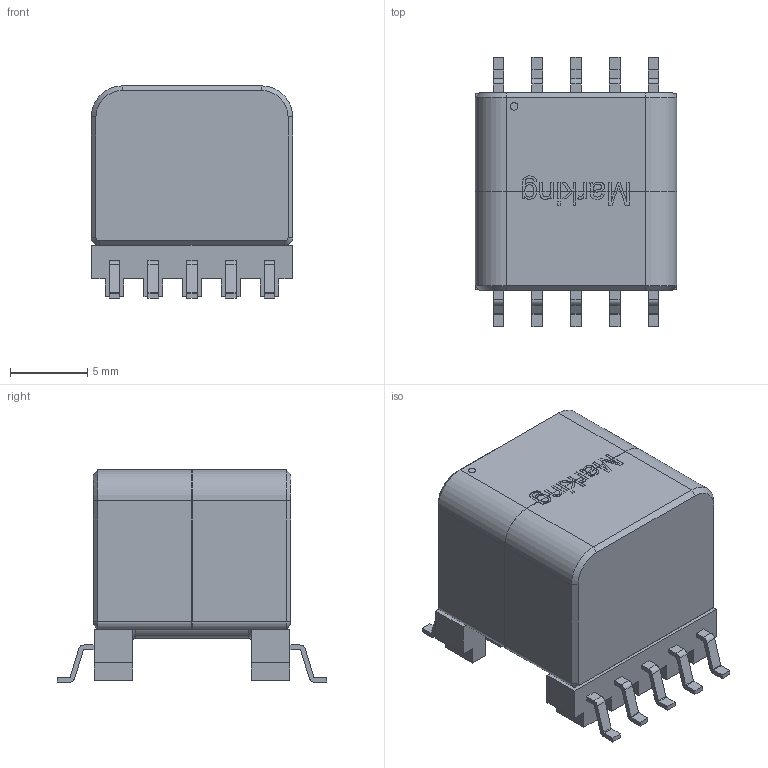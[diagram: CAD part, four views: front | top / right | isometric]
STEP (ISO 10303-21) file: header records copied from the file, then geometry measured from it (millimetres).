
FILE_DESCRIPTION(/* description */ ('Unknown'),/* implementation_level */ '2;1');
FILE_NAME(/* name */ 'T_Wurth_WE-PoEH-EPQ13',/* time_stamp */ '2025-09-12T10:47:54+08:00',/* author */ ('Unknown'),/* organization */ ('Unknown'),/* preprocessor_version */ 'ST-DEVELOPER v19.4',/* originating_system */ 'Solid Edge',/* authorisation */ 'Unknown');
FILE_SCHEMA (('AUTOMOTIVE_DESIGN {1 0 10303 214 3 1 1}'));
Length unit declared in the file: millimetre
Products named in the file (2): T_Wurth_WE-PoEH-EPQ13
Assembly tree (1 placements, depth 2):
  T_Wurth_WE-PoEH-EPQ13
    T_Wurth_WE-PoEH-EPQ13
Bounding box: 13 x 17.4 x 13.7 mm (x, y, z)
Volume: 1441.7 mm3; surface area: 2206.9 mm2
Topology: 1 solids, 1 shells, 433 faces, 1214 edges, 796 vertices
Faces by surface type: plane 305, cylinder 95, bspline 17, torus 8, cone 8
Full cylindrical faces by diameter (mm): 0.5 x1
Entity records: 17509 total; most frequent: CARTESIAN_POINT 3491, ORIENTED_EDGE 2426, DIRECTION 2079, EDGE_CURVE 1213, LINE 823, VECTOR 823, VERTEX_POINT 796, AXIS2_PLACEMENT_3D 628
